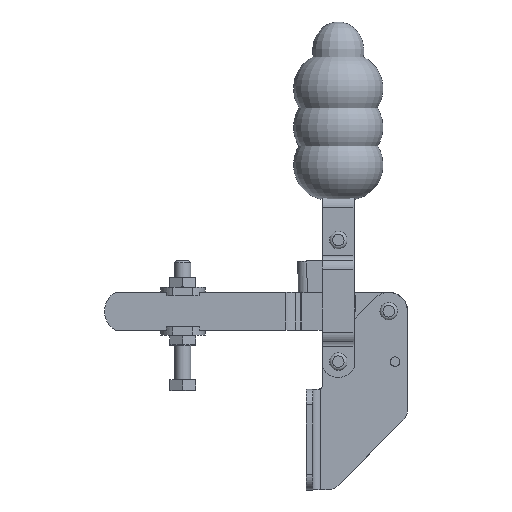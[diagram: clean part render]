
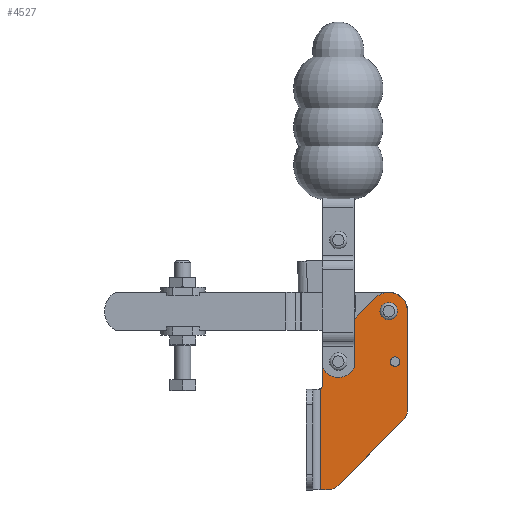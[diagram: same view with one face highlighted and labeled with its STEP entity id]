
A CAD part, top view. The second image highlights one B-rep face of the part: STEP entity #4527.
In plain terms, the highlighted planar face has unit normal (0, 0, 1).
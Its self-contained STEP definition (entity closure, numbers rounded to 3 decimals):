
#210=PLANE('',#4910);
#392=CIRCLE('',#4884,2.38);
#394=CIRCLE('',#4887,4.8);
#395=CIRCLE('',#4889,3.188);
#405=CIRCLE('',#4907,2.3);
#407=CIRCLE('',#4911,7.9);
#408=CIRCLE('',#4912,7.9);
#409=CIRCLE('',#4913,9.5);
#410=CIRCLE('',#4914,7.9);
#679=VERTEX_POINT('',#6884);
#681=VERTEX_POINT('',#6889);
#682=VERTEX_POINT('',#6892);
#691=VERTEX_POINT('',#6912);
#692=VERTEX_POINT('',#6914);
#703=VERTEX_POINT('',#7023);
#704=VERTEX_POINT('',#7025);
#706=VERTEX_POINT('',#7033);
#707=VERTEX_POINT('',#7035);
#708=VERTEX_POINT('',#7037);
#709=VERTEX_POINT('',#7039);
#710=VERTEX_POINT('',#7041);
#711=VERTEX_POINT('',#7043);
#712=VERTEX_POINT('',#7045);
#1108=VECTOR('',#5628,1.);
#1121=VECTOR('',#5666,1.);
#1122=VECTOR('',#5670,1.);
#1123=VECTOR('',#5673,1.);
#1124=VECTOR('',#5676,1.);
#1125=VECTOR('',#5679,1.);
#1428=LINE('',#6913,#1108);
#1441=LINE('',#7030,#1121);
#1442=LINE('',#7034,#1122);
#1443=LINE('',#7038,#1123);
#1444=LINE('',#7042,#1124);
#1445=LINE('',#7046,#1125);
#1822=EDGE_CURVE('',#679,#679,#392,.T.);
#1824=EDGE_CURVE('',#681,#681,#394,.T.);
#1825=EDGE_CURVE('',#682,#682,#395,.T.);
#1835=EDGE_CURVE('',#692,#691,#1428,.T.);
#1854=EDGE_CURVE('',#704,#703,#405,.T.);
#1857=EDGE_CURVE('',#703,#692,#1441,.T.);
#1858=EDGE_CURVE('',#691,#706,#407,.T.);
#1859=EDGE_CURVE('',#706,#707,#1442,.T.);
#1860=EDGE_CURVE('',#707,#708,#408,.T.);
#1861=EDGE_CURVE('',#708,#709,#1443,.T.);
#1862=EDGE_CURVE('',#709,#710,#409,.T.);
#1863=EDGE_CURVE('',#710,#711,#1444,.T.);
#1864=EDGE_CURVE('',#711,#712,#410,.T.);
#1865=EDGE_CURVE('',#712,#704,#1445,.T.);
#2688=ORIENTED_EDGE('',*,*,#1822,.F.);
#2689=ORIENTED_EDGE('',*,*,#1824,.F.);
#2690=ORIENTED_EDGE('',*,*,#1825,.F.);
#2691=ORIENTED_EDGE('',*,*,#1857,.T.);
#2692=ORIENTED_EDGE('',*,*,#1835,.T.);
#2693=ORIENTED_EDGE('',*,*,#1858,.T.);
#2694=ORIENTED_EDGE('',*,*,#1859,.T.);
#2695=ORIENTED_EDGE('',*,*,#1860,.T.);
#2696=ORIENTED_EDGE('',*,*,#1861,.T.);
#2697=ORIENTED_EDGE('',*,*,#1862,.T.);
#2698=ORIENTED_EDGE('',*,*,#1863,.T.);
#2699=ORIENTED_EDGE('',*,*,#1864,.T.);
#2700=ORIENTED_EDGE('',*,*,#1865,.T.);
#2701=ORIENTED_EDGE('',*,*,#1854,.T.);
#3745=EDGE_LOOP('',(#2688));
#3746=EDGE_LOOP('',(#2689));
#3747=EDGE_LOOP('',(#2690));
#3748=EDGE_LOOP('',(#2691,#2692,#2693,#2694,#2695,#2696,#2697,#2698,#2699,
#2700,#2701));
#4161=FACE_BOUND('',#3745,.T.);
#4162=FACE_BOUND('',#3746,.T.);
#4163=FACE_BOUND('',#3747,.T.);
#4164=FACE_BOUND('',#3748,.T.);
#4527=ADVANCED_FACE('',(#4161,#4162,#4163,#4164),#210,.F.);
#4884=AXIS2_PLACEMENT_3D('',#6883,#5600,#5601);
#4887=AXIS2_PLACEMENT_3D('',#6888,#5606,#5607);
#4889=AXIS2_PLACEMENT_3D('',#6891,#5610,#5611);
#4907=AXIS2_PLACEMENT_3D('',#7024,#5659,#5660);
#4910=AXIS2_PLACEMENT_3D('',#7031,#5667,$);
#4911=AXIS2_PLACEMENT_3D('',#7032,#5668,#5669);
#4912=AXIS2_PLACEMENT_3D('',#7036,#5671,#5672);
#4913=AXIS2_PLACEMENT_3D('',#7040,#5674,#5675);
#4914=AXIS2_PLACEMENT_3D('',#7044,#5677,#5678);
#5600=DIRECTION('',(0.,0.,1.));
#5601=DIRECTION('',(2.38,0.,0.));
#5606=DIRECTION('',(0.,0.,1.));
#5607=DIRECTION('',(4.8,0.,0.));
#5610=DIRECTION('',(0.,0.,1.));
#5611=DIRECTION('',(3.188,0.,0.));
#5628=DIRECTION('',(1.,0.,0.));
#5659=DIRECTION('',(0.,0.,-1.));
#5660=DIRECTION('',(1.626,-1.626,0.));
#5666=DIRECTION('',(0.,-1.,0.));
#5667=DIRECTION('',(0.,0.,-1.));
#5668=DIRECTION('',(0.,0.,1.));
#5669=DIRECTION('',(3.023,-7.299,0.));
#5670=DIRECTION('',(0.707,0.707,0.));
#5671=DIRECTION('',(0.,0.,1.));
#5672=DIRECTION('',(7.9,0.,0.));
#5673=DIRECTION('',(0.,1.,0.));
#5674=DIRECTION('',(0.,0.,1.));
#5675=DIRECTION('',(9.5,0.,0.));
#5676=DIRECTION('',(-0.707,-0.707,0.));
#5677=DIRECTION('',(0.,0.,1.));
#5678=DIRECTION('',(7.9,0.,0.));
#5679=DIRECTION('',(0.,-1.,0.));
#6883=CARTESIAN_POINT('',(339.797,149.491,-9.275));
#6884=CARTESIAN_POINT('',(342.177,149.491,-9.275));
#6888=CARTESIAN_POINT('',(311.187,149.491,-9.275));
#6889=CARTESIAN_POINT('',(315.987,149.491,-9.275));
#6891=CARTESIAN_POINT('',(336.597,174.901,-9.275));
#6892=CARTESIAN_POINT('',(333.41,174.901,-9.275));
#6912=CARTESIAN_POINT('',(305.56,84.854,-9.275));
#6913=CARTESIAN_POINT('',(318.007,84.854,-9.275));
#6914=CARTESIAN_POINT('',(302.297,84.854,-9.275));
#7023=CARTESIAN_POINT('',(302.297,135.963,-9.275));
#7024=CARTESIAN_POINT('',(300.987,137.854,-9.275));
#7025=CARTESIAN_POINT('',(303.287,137.854,-9.275));
#7030=CARTESIAN_POINT('',(302.297,100.254,-9.275));
#7031=CARTESIAN_POINT('',(327.181,130.921,-9.275));
#7032=CARTESIAN_POINT('',(305.56,92.754,-9.275));
#7033=CARTESIAN_POINT('',(311.146,87.167,-9.275));
#7034=CARTESIAN_POINT('',(342.412,118.433,-9.275));
#7035=CARTESIAN_POINT('',(343.783,119.805,-9.275));
#7036=CARTESIAN_POINT('',(338.197,125.391,-9.275));
#7037=CARTESIAN_POINT('',(346.097,125.391,-9.275));
#7038=CARTESIAN_POINT('',(346.097,152.911,-9.275));
#7039=CARTESIAN_POINT('',(346.097,174.901,-9.275));
#7040=CARTESIAN_POINT('',(336.597,174.901,-9.275));
#7041=CARTESIAN_POINT('',(329.88,181.618,-9.275));
#7042=CARTESIAN_POINT('',(304.391,156.13,-9.275));
#7043=CARTESIAN_POINT('',(305.601,157.34,-9.275));
#7044=CARTESIAN_POINT('',(311.187,151.754,-9.275));
#7045=CARTESIAN_POINT('',(303.287,151.754,-9.275));
#7046=CARTESIAN_POINT('',(303.287,133.237,-9.275));
